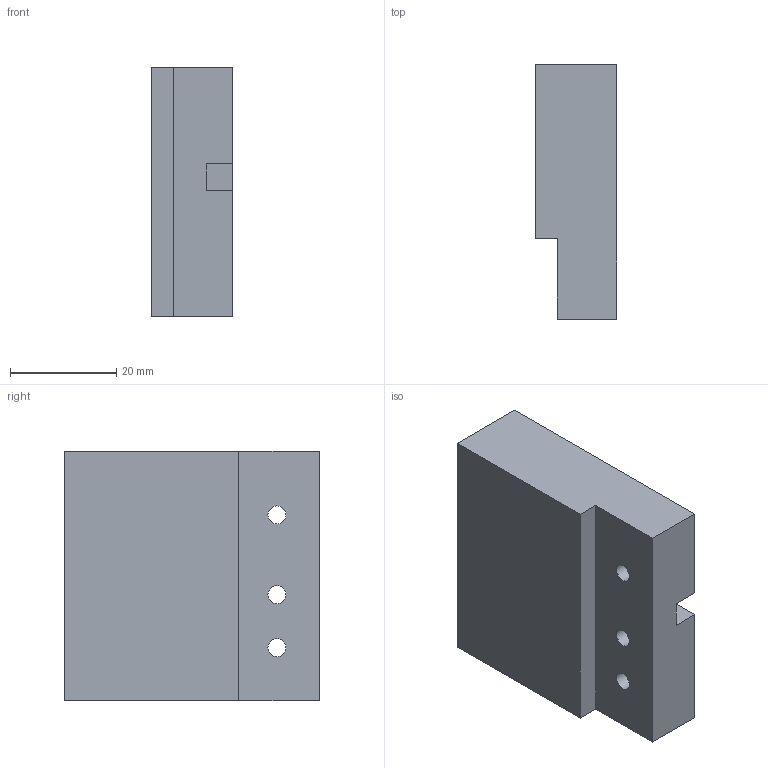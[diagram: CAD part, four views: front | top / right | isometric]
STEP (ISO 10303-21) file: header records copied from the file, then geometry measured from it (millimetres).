
FILE_DESCRIPTION( ( '' ), ' ' );
FILE_NAME( '5a81b4f00128b90fd77726f6.step', '2018-02-12T15:38:25', ( '' ), ( '' ), ' ', ' ', ' ' );
FILE_SCHEMA( ( 'AUTOMOTIVE_DESIGN { 1 0 10303 214 1 1 1 1 }' ) );
Length unit declared in the file: metre
Products named in the file (1): lower_shell
Bounding box: 15.4 x 48 x 47 mm (x, y, z)
Volume: 20753.3 mm3; surface area: 9529.3 mm2
Topology: 1 solids, 1 shells, 56 faces, 165 edges, 111 vertices
Faces by surface type: plane 53, cylinder 3
Full cylindrical faces by diameter (mm): 3.4 x3
Entity records: 2273 total; most frequent: CARTESIAN_POINT 324, ORIENTED_EDGE 318, DIRECTION 279, EDGE_CURVE 159, LINE 153, VECTOR 153, VERTEX_POINT 108, EDGE_LOOP 65
